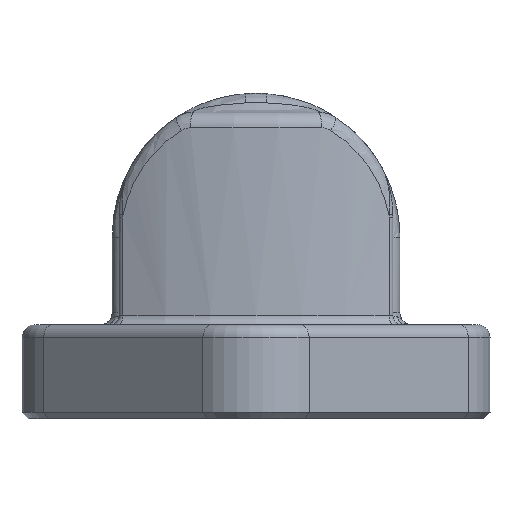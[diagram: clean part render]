
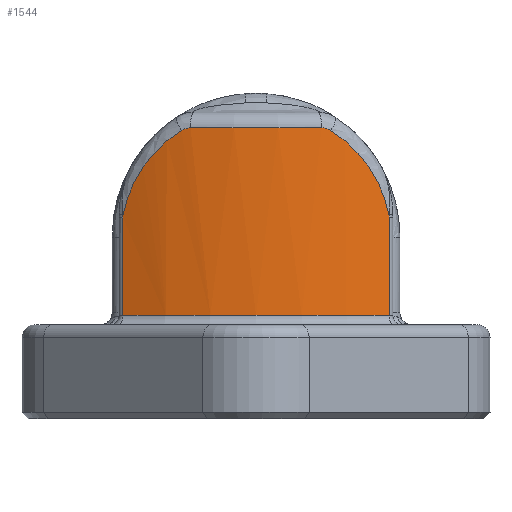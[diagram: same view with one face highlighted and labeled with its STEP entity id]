
A CAD part, front view. The second image highlights one B-rep face of the part: STEP entity #1544.
In plain terms, the highlighted cylindrical face has radius 50 mm (diameter 100 mm), a partial arc.
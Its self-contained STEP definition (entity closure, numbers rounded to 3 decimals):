
#89=CYLINDRICAL_SURFACE('',#1715,50.);
#121=LINE('',#2715,#178);
#127=LINE('',#2880,#184);
#178=VECTOR('',#1937,1000.);
#184=VECTOR('',#1977,1000.);
#268=B_SPLINE_CURVE_WITH_KNOTS('',3,(#2882,#2883,#2884,#2885,#2886,#2887,
#2888,#2889,#2890,#2891,#2892),.UNSPECIFIED.,.F.,.F.,(4,1,1,1,1,1,1,1,4),
(0.,0.125,0.25,0.375,0.5,0.625,0.75,0.875,1.),.UNSPECIFIED.);
#269=B_SPLINE_CURVE_WITH_KNOTS('',3,(#2894,#2895,#2896,#2897),
 .UNSPECIFIED.,.F.,.F.,(4,4),(0.,1.),.UNSPECIFIED.);
#270=B_SPLINE_CURVE_WITH_KNOTS('',3,(#2901,#2902,#2903,#2904,#2905,#2906),
 .UNSPECIFIED.,.F.,.F.,(4,2,4),(0.,0.001,0.002),
 .UNSPECIFIED.);
#271=B_SPLINE_CURVE_WITH_KNOTS('',3,(#2908,#2909,#2910,#2911,#2912,#2913,
#2914,#2915,#2916,#2917,#2918),.UNSPECIFIED.,.F.,.F.,(4,1,1,1,1,1,1,1,4),
(0.,0.125,0.25,0.375,0.5,
0.625,0.75,0.875,1.),
 .UNSPECIFIED.);
#444=ORIENTED_EDGE('',*,*,#853,.T.);
#445=ORIENTED_EDGE('',*,*,#875,.T.);
#446=ORIENTED_EDGE('',*,*,#876,.F.);
#447=ORIENTED_EDGE('',*,*,#877,.T.);
#448=ORIENTED_EDGE('',*,*,#878,.T.);
#449=ORIENTED_EDGE('',*,*,#879,.T.);
#450=ORIENTED_EDGE('',*,*,#880,.T.);
#451=ORIENTED_EDGE('',*,*,#881,.T.);
#853=EDGE_CURVE('',#1071,#1005,#121,.T.);
#875=EDGE_CURVE('',#1005,#1093,#1190,.T.);
#876=EDGE_CURVE('',#1094,#1093,#127,.T.);
#877=EDGE_CURVE('',#1094,#1095,#268,.T.);
#878=EDGE_CURVE('',#1095,#1096,#269,.T.);
#879=EDGE_CURVE('',#1096,#1097,#1191,.T.);
#880=EDGE_CURVE('',#1097,#1098,#270,.T.);
#881=EDGE_CURVE('',#1098,#1071,#271,.T.);
#1005=VERTEX_POINT('',#2185);
#1071=VERTEX_POINT('',#2705);
#1093=VERTEX_POINT('',#2879);
#1094=VERTEX_POINT('',#2881);
#1095=VERTEX_POINT('',#2893);
#1096=VERTEX_POINT('',#2898);
#1097=VERTEX_POINT('',#2900);
#1098=VERTEX_POINT('',#2907);
#1190=CIRCLE('',#1716,50.);
#1191=CIRCLE('',#1717,50.);
#1270=EDGE_LOOP('',(#444,#445,#446,#447,#448,#449,#450,#451));
#1409=FACE_BOUND('',#1270,.T.);
#1544=ADVANCED_FACE('',(#1409),#89,.T.);
#1715=AXIS2_PLACEMENT_3D('',#2877,#1973,#1974);
#1716=AXIS2_PLACEMENT_3D('',#2878,#1975,#1976);
#1717=AXIS2_PLACEMENT_3D('',#2899,#1978,#1979);
#1937=DIRECTION('',(0.,0.,-1.));
#1973=DIRECTION('',(0.,0.,-1.));
#1974=DIRECTION('',(-1.,0.,0.));
#1975=DIRECTION('',(0.,0.,1.));
#1976=DIRECTION('',(-1.,0.,0.));
#1977=DIRECTION('',(0.,0.,-1.));
#1978=DIRECTION('',(0.,0.,-1.));
#1979=DIRECTION('',(1.,0.,0.));
#2185=CARTESIAN_POINT('',(-21.309,-9.775,16.5));
#2705=CARTESIAN_POINT('',(-21.309,-9.775,32.235));
#2715=CARTESIAN_POINT('',(-21.309,-9.775,49.));
#2877=CARTESIAN_POINT('',(0.,35.457,49.));
#2878=CARTESIAN_POINT('',(0.,35.457,16.5));
#2879=CARTESIAN_POINT('',(21.309,-9.775,16.5));
#2880=CARTESIAN_POINT('',(21.309,-9.775,49.));
#2881=CARTESIAN_POINT('',(21.309,-9.775,32.235));
#2882=CARTESIAN_POINT('',(21.309,-9.775,32.235));
#2883=CARTESIAN_POINT('',(21.187,-9.832,32.955));
#2884=CARTESIAN_POINT('',(20.863,-9.983,34.386));
#2885=CARTESIAN_POINT('',(20.153,-10.304,36.424));
#2886=CARTESIAN_POINT('',(19.248,-10.694,38.351));
#2887=CARTESIAN_POINT('',(18.089,-11.162,40.244));
#2888=CARTESIAN_POINT('',(16.825,-11.635,41.895));
#2889=CARTESIAN_POINT('',(15.311,-12.15,43.497));
#2890=CARTESIAN_POINT('',(13.717,-12.635,44.871));
#2891=CARTESIAN_POINT('',(12.54,-12.949,45.698));
#2892=CARTESIAN_POINT('',(11.928,-13.099,46.083));
#2893=CARTESIAN_POINT('',(11.928,-13.099,46.083));
#2894=CARTESIAN_POINT('',(11.928,-13.099,46.083));
#2895=CARTESIAN_POINT('',(11.494,-13.206,46.357));
#2896=CARTESIAN_POINT('',(10.987,-13.323,46.5));
#2897=CARTESIAN_POINT('',(10.474,-13.433,46.5));
#2898=CARTESIAN_POINT('',(10.474,-13.433,46.5));
#2899=CARTESIAN_POINT('',(0.,35.457,46.5));
#2900=CARTESIAN_POINT('',(-10.474,-13.433,46.5));
#2901=CARTESIAN_POINT('',(-10.474,-13.433,46.5));
#2902=CARTESIAN_POINT('',(-10.731,-13.378,46.5));
#2903=CARTESIAN_POINT('',(-10.987,-13.321,46.464));
#2904=CARTESIAN_POINT('',(-11.478,-13.208,46.324));
#2905=CARTESIAN_POINT('',(-11.71,-13.153,46.221));
#2906=CARTESIAN_POINT('',(-11.928,-13.099,46.083));
#2907=CARTESIAN_POINT('',(-11.928,-13.099,46.083));
#2908=CARTESIAN_POINT('',(-11.928,-13.099,46.083));
#2909=CARTESIAN_POINT('',(-12.54,-12.949,45.698));
#2910=CARTESIAN_POINT('',(-13.717,-12.635,44.871));
#2911=CARTESIAN_POINT('',(-15.311,-12.15,43.497));
#2912=CARTESIAN_POINT('',(-16.824,-11.635,41.895));
#2913=CARTESIAN_POINT('',(-18.089,-11.162,40.244));
#2914=CARTESIAN_POINT('',(-19.247,-10.694,38.351));
#2915=CARTESIAN_POINT('',(-20.153,-10.304,36.424));
#2916=CARTESIAN_POINT('',(-20.863,-9.983,34.386));
#2917=CARTESIAN_POINT('',(-21.187,-9.832,32.955));
#2918=CARTESIAN_POINT('',(-21.309,-9.775,32.235));
